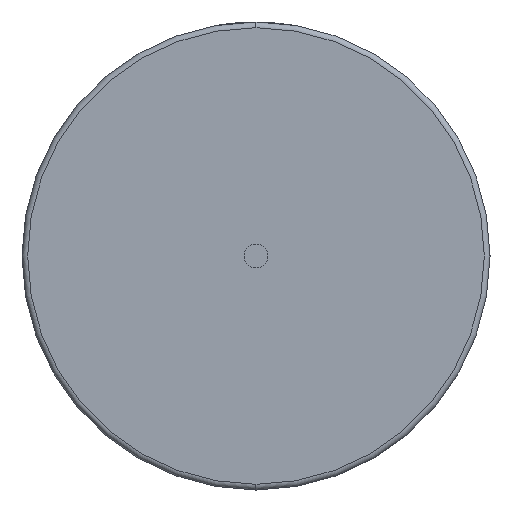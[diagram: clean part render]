
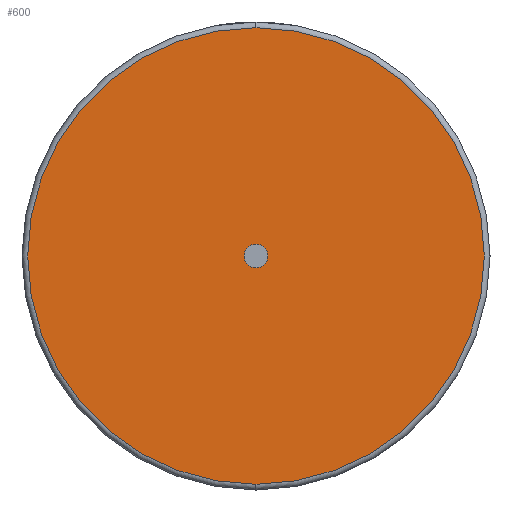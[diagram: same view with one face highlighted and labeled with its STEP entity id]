
A CAD part, left-side view. The second image highlights one B-rep face of the part: STEP entity #600.
In plain terms, the highlighted planar face has unit normal (-1, 0, 0).
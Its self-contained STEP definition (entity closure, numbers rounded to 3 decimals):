
#57 = PLANE ( 'NONE',  #428 ) ;
#351 = DIRECTION ( 'NONE',  ( 0., 0., -1. ) ) ;
#428 = AXIS2_PLACEMENT_3D ( 'NONE', #1490, #3743, #1907 ) ;
#534 = CARTESIAN_POINT ( 'NONE',  ( 0., 0., 0. ) ) ;
#574 = CARTESIAN_POINT ( 'NONE',  ( 0., 0., 0.515 ) ) ;
#600 = ADVANCED_FACE ( 'NONE', ( #3408, #4493 ), #57, .F. ) ;
#749 = CARTESIAN_POINT ( 'NONE',  ( 0., 0., -0.515 ) ) ;
#788 = EDGE_LOOP ( 'NONE', ( #4425, #1710 ) ) ;
#809 = EDGE_CURVE ( 'NONE', #2184, #1722, #1004, .T. ) ;
#1004 = CIRCLE ( 'NONE', #3798, 10. ) ;
#1419 = CARTESIAN_POINT ( 'NONE',  ( 0., 0., 0. ) ) ;
#1490 = CARTESIAN_POINT ( 'NONE',  ( 0., 0., 0. ) ) ;
#1710 = ORIENTED_EDGE ( 'NONE', *, *, #4770, .F. ) ;
#1722 = VERTEX_POINT ( 'NONE', #2650 ) ;
#1829 = CARTESIAN_POINT ( 'NONE',  ( 0., 0., 0. ) ) ;
#1894 = ORIENTED_EDGE ( 'NONE', *, *, #809, .T. ) ;
#1907 = DIRECTION ( 'NONE',  ( 0., 0., -1. ) ) ;
#1934 = DIRECTION ( 'NONE',  ( 0., 0., -1. ) ) ;
#2184 = VERTEX_POINT ( 'NONE', #4684 ) ;
#2291 = VERTEX_POINT ( 'NONE', #574 ) ;
#2507 = EDGE_CURVE ( 'NONE', #1722, #2184, #3515, .T. ) ;
#2650 = CARTESIAN_POINT ( 'NONE',  ( 0., 0., -10. ) ) ;
#2712 = ORIENTED_EDGE ( 'NONE', *, *, #2507, .T. ) ;
#2944 = DIRECTION ( 'NONE',  ( -1., 0., 0. ) ) ;
#3060 = EDGE_CURVE ( 'NONE', #3214, #2291, #3451, .T. ) ;
#3214 = VERTEX_POINT ( 'NONE', #749 ) ;
#3280 = DIRECTION ( 'NONE',  ( -1., 0., 0. ) ) ;
#3383 = AXIS2_PLACEMENT_3D ( 'NONE', #1419, #3280, #351 ) ;
#3408 = FACE_OUTER_BOUND ( 'NONE', #4389, .T. ) ;
#3410 = CARTESIAN_POINT ( 'NONE',  ( 0., 0., 0. ) ) ;
#3442 = DIRECTION ( 'NONE',  ( 0., 0., -1. ) ) ;
#3451 = CIRCLE ( 'NONE', #3690, 0.515 ) ;
#3458 = DIRECTION ( 'NONE',  ( -1., 0., 0. ) ) ;
#3515 = CIRCLE ( 'NONE', #3383, 10. ) ;
#3690 = AXIS2_PLACEMENT_3D ( 'NONE', #1829, #2944, #4368 ) ;
#3743 = DIRECTION ( 'NONE',  ( 1., 0., 0. ) ) ;
#3798 = AXIS2_PLACEMENT_3D ( 'NONE', #3410, #4129, #1934 ) ;
#3857 = CIRCLE ( 'NONE', #3871, 0.515 ) ;
#3871 = AXIS2_PLACEMENT_3D ( 'NONE', #534, #3458, #3442 ) ;
#4129 = DIRECTION ( 'NONE',  ( -1., 0., 0. ) ) ;
#4368 = DIRECTION ( 'NONE',  ( 0., 0., -1. ) ) ;
#4389 = EDGE_LOOP ( 'NONE', ( #2712, #1894 ) ) ;
#4425 = ORIENTED_EDGE ( 'NONE', *, *, #3060, .F. ) ;
#4493 = FACE_BOUND ( 'NONE', #788, .T. ) ;
#4684 = CARTESIAN_POINT ( 'NONE',  ( 0., 0., 10. ) ) ;
#4770 = EDGE_CURVE ( 'NONE', #2291, #3214, #3857, .T. ) ;
